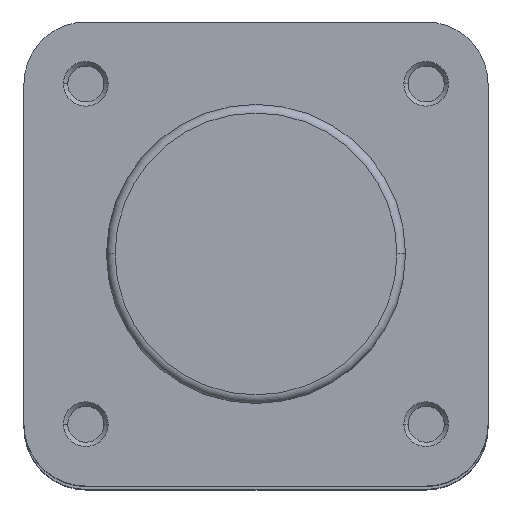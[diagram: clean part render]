
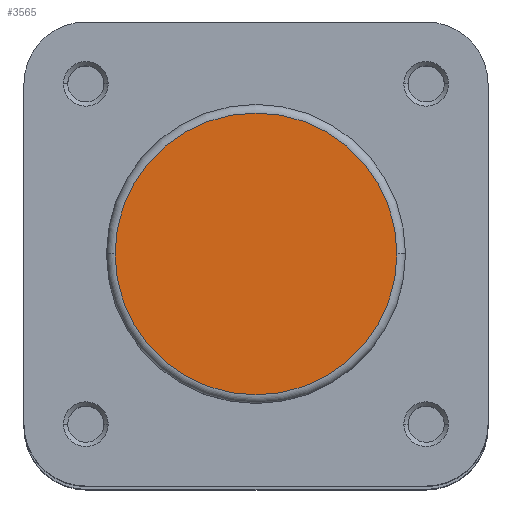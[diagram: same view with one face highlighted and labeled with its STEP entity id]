
A CAD part, top view. The second image highlights one B-rep face of the part: STEP entity #3565.
In plain terms, the highlighted planar face has unit normal (0, 0, 1).
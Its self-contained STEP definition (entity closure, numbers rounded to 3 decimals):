
#8 = EDGE_CURVE ( 'NONE', #4393, #4390, #56, .T. ) ;
#56 = CIRCLE ( 'NONE', #215, 16.4 ) ;
#215 = AXIS2_PLACEMENT_3D ( 'NONE', #2070, #2071, #2072 ) ;
#294 = AXIS2_PLACEMENT_3D ( 'NONE', #2502, #2509, #2510 ) ;
#485 = AXIS2_PLACEMENT_3D ( 'NONE', #3284, #3287, #3288 ) ;
#828 = CIRCLE ( 'NONE', #294, 16.4 ) ;
#1251 = FACE_OUTER_BOUND ( 'NONE', #1820, .T. ) ;
#1607 = EDGE_CURVE ( 'NONE', #4390, #4393, #828, .T. ) ;
#1820 = EDGE_LOOP ( 'NONE', ( #4818, #4817 ) ) ;
#2070 = CARTESIAN_POINT ( 'NONE',  ( 0., 0., 0. ) ) ;
#2071 = DIRECTION ( 'NONE',  ( 0., 0., 1. ) ) ;
#2072 = DIRECTION ( 'NONE',  ( -1., 0., 0. ) ) ;
#2502 = CARTESIAN_POINT ( 'NONE',  ( 0., 0., 0. ) ) ;
#2509 = DIRECTION ( 'NONE',  ( 0., 0., 1. ) ) ;
#2510 = DIRECTION ( 'NONE',  ( -1., 0., 0. ) ) ;
#3284 = CARTESIAN_POINT ( 'NONE',  ( 0., 17.4, 0. ) ) ;
#3285 = PLANE ( 'NONE',  #485 ) ;
#3287 = DIRECTION ( 'NONE',  ( 0., 0., -1. ) ) ;
#3288 = DIRECTION ( 'NONE',  ( -1., 0., 0. ) ) ;
#3565 = ADVANCED_FACE ( 'NONE', ( #1251 ), #3285, .F. ) ;
#3983 = CARTESIAN_POINT ( 'NONE',  ( -16.4, 0., 0. ) ) ;
#3986 = CARTESIAN_POINT ( 'NONE',  ( 16.4, 0., 0. ) ) ;
#4390 = VERTEX_POINT ( 'NONE', #3983 ) ;
#4393 = VERTEX_POINT ( 'NONE', #3986 ) ;
#4817 = ORIENTED_EDGE ( 'NONE', *, *, #8, .T. ) ;
#4818 = ORIENTED_EDGE ( 'NONE', *, *, #1607, .T. ) ;
